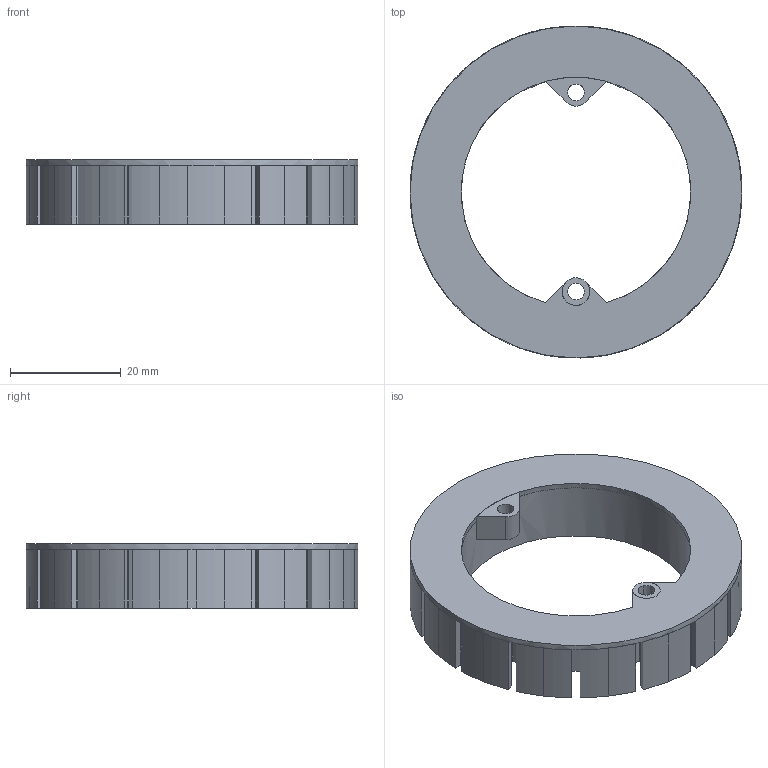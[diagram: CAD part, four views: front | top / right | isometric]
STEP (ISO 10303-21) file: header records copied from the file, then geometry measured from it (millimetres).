
FILE_DESCRIPTION(/* description */ ('KiCad electronic assembly'),/* implementation_level */ '2;1');
FILE_NAME(/* name */ 'Ir_ball_16sensors.step',/* time_stamp */ '2025-11-28T20:33:47+03:00',/* author */ (''),/* organization */ (''),/* preprocessor_version */ 'ST-DEVELOPER v20.1',/* originating_system */ 'Autodesk Translation Framework v14.21.0.0',/* authorisation */ '');
FILE_SCHEMA (('AUTOMOTIVE_DESIGN { 1 0 10303 214 3 1 1 }'));
Length unit declared in the file: millimetre
Products named in the file (1): Ir_ball_16sensors 1
Bounding box: 60 x 60 x 11.6 mm (x, y, z)
Volume: 7074.9 mm3; surface area: 12261.7 mm2
Topology: 2 solids, 2 shells, 188 faces, 526 edges, 342 vertices
Faces by surface type: plane 95, cylinder 93
Full cylindrical faces by diameter (mm): 3 x1, 41.5 x1, 60 x1
Entity records: 6125 total; most frequent: DIRECTION 1114, CARTESIAN_POINT 1057, ORIENTED_EDGE 1052, EDGE_CURVE 526, AXIS2_PLACEMENT_3D 399, VERTEX_POINT 342, LINE 316, VECTOR 316
